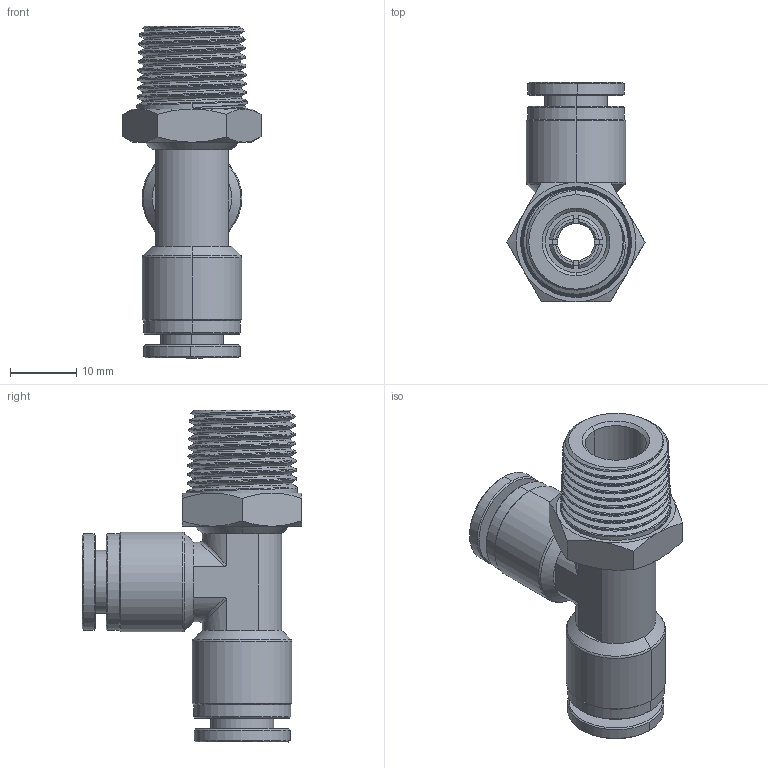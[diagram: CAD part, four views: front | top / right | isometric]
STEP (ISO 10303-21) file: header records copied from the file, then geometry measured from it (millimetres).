
FILE_DESCRIPTION (( 'STEP AP214' ), '1' );
FILE_NAME ('RTS8R3-8W.STEP', '2018-07-26T16:58:28', ( '' ), ( '' ), 'SwSTEP 2.0', 'SolidWorks 2016', '' );
FILE_SCHEMA (( 'AUTOMOTIVE_DESIGN' ));
Length unit declared in the file: millimetre
Products named in the file (1): RTS8R3-8W
Bounding box: 20.78 x 33.1 x 50 mm (x, y, z)
Volume: 7254.4 mm3; surface area: 10531.6 mm2
Topology: 12 solids, 12 shells, 889 faces, 2428 edges, 1577 vertices
Faces by surface type: plane 350, cone 289, cylinder 154, bspline 88, torus 8
Entity records: 46152 total; most frequent: CARTESIAN_POINT 15168, ORIENTED_EDGE 4856, DIRECTION 3906, EDGE_CURVE 2428, AXIS2_PLACEMENT_3D 1596, VERTEX_POINT 1577, EDGE_LOOP 929, UNCERTAINTY_MEASURE_WITH_UNIT 903
